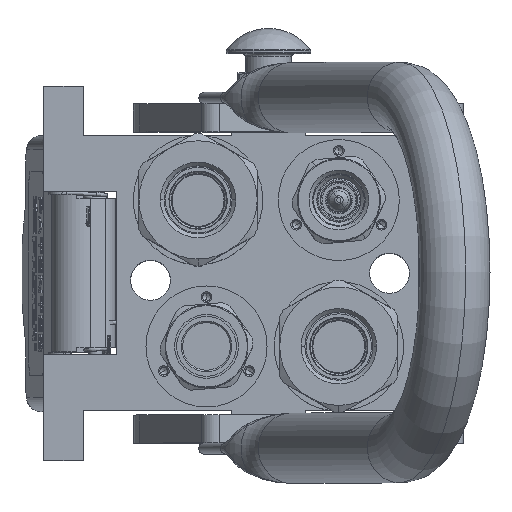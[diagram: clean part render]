
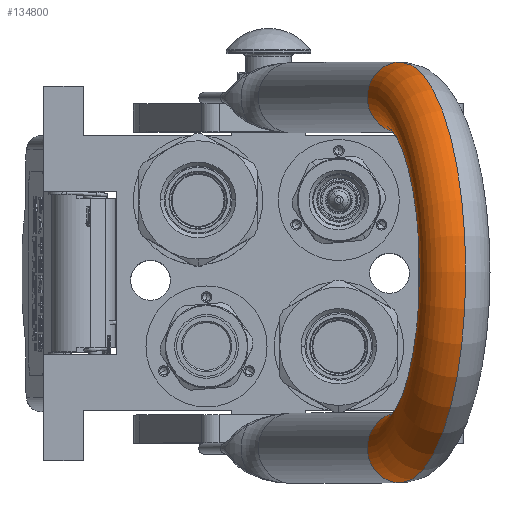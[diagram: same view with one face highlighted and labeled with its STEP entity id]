
A CAD part, top view. The second image highlights one B-rep face of the part: STEP entity #134800.
In plain terms, the highlighted toroidal (fillet/blend) face has major radius 62.25 mm and minor radius 12.5 mm.
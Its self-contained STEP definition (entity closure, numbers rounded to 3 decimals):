
#6452 = DIRECTION ( 'NONE',  ( -1., 0., 0. ) ) ;
#18437 = FACE_OUTER_BOUND ( 'NONE', #63480, .T. ) ;
#22071 = VERTEX_POINT ( 'NONE', #92888 ) ;
#26321 = TOROIDAL_SURFACE ( 'NONE', #76860, 62.25, 12.5 ) ;
#26669 = CARTESIAN_POINT ( 'NONE',  ( 0., 0., 125.25 ) ) ;
#27776 = CIRCLE ( 'NONE', #108519, 12.5 ) ;
#38226 = VERTEX_POINT ( 'NONE', #125824 ) ;
#39200 = DIRECTION ( 'NONE',  ( 1., 0., 0. ) ) ;
#44581 = DIRECTION ( 'NONE',  ( 1., 0., 0. ) ) ;
#49155 = CARTESIAN_POINT ( 'NONE',  ( -62.25, 0., 125.25 ) ) ;
#62421 = CARTESIAN_POINT ( 'NONE',  ( 0., 0., 125.25 ) ) ;
#63480 = EDGE_LOOP ( 'NONE', ( #78830, #151904, #89288, #80544 ) ) ;
#70210 = AXIS2_PLACEMENT_3D ( 'NONE', #49155, #136733, #125749 ) ;
#70919 = EDGE_CURVE ( 'NONE', #75132, #38226, #131454, .T. ) ;
#75132 = VERTEX_POINT ( 'NONE', #157884 ) ;
#75820 = DIRECTION ( 'NONE',  ( 0., 1., 0. ) ) ;
#76195 = CARTESIAN_POINT ( 'NONE',  ( -49.75, 0., 125.25 ) ) ;
#76860 = AXIS2_PLACEMENT_3D ( 'NONE', #26669, #75820, #39200 ) ;
#78830 = ORIENTED_EDGE ( 'NONE', *, *, #136270, .T. ) ;
#80251 = CARTESIAN_POINT ( 'NONE',  ( 0., 0., 125.25 ) ) ;
#80544 = ORIENTED_EDGE ( 'NONE', *, *, #130088, .T. ) ;
#82886 = VERTEX_POINT ( 'NONE', #76195 ) ;
#86446 = AXIS2_PLACEMENT_3D ( 'NONE', #62421, #150577, #123210 ) ;
#88416 = CIRCLE ( 'NONE', #86446, 49.75 ) ;
#89288 = ORIENTED_EDGE ( 'NONE', *, *, #70919, .F. ) ;
#92888 = CARTESIAN_POINT ( 'NONE',  ( 49.75, 0., 125.25 ) ) ;
#94290 = CARTESIAN_POINT ( 'NONE',  ( 62.25, 0., 125.25 ) ) ;
#95622 = CIRCLE ( 'NONE', #70210, 12.5 ) ;
#106940 = DIRECTION ( 'NONE',  ( 0., 0., -1. ) ) ;
#108519 = AXIS2_PLACEMENT_3D ( 'NONE', #94290, #106940, #44581 ) ;
#119625 = DIRECTION ( 'NONE',  ( 0., 1., 0. ) ) ;
#123210 = DIRECTION ( 'NONE',  ( -1., 0., 0. ) ) ;
#125749 = DIRECTION ( 'NONE',  ( -1., 0., 0. ) ) ;
#125824 = CARTESIAN_POINT ( 'NONE',  ( 74.75, 0., 125.25 ) ) ;
#129687 = AXIS2_PLACEMENT_3D ( 'NONE', #80251, #119625, #6452 ) ;
#130088 = EDGE_CURVE ( 'NONE', #75132, #82886, #95622, .T. ) ;
#131454 = CIRCLE ( 'NONE', #129687, 74.75 ) ;
#134800 = ADVANCED_FACE ( 'NONE', ( #18437 ), #26321, .T. ) ;
#136270 = EDGE_CURVE ( 'NONE', #82886, #22071, #88416, .T. ) ;
#136733 = DIRECTION ( 'NONE',  ( 0., 0., 1. ) ) ;
#146113 = EDGE_CURVE ( 'NONE', #38226, #22071, #27776, .T. ) ;
#150577 = DIRECTION ( 'NONE',  ( 0., 1., 0. ) ) ;
#151904 = ORIENTED_EDGE ( 'NONE', *, *, #146113, .F. ) ;
#157884 = CARTESIAN_POINT ( 'NONE',  ( -74.75, 0., 125.25 ) ) ;
